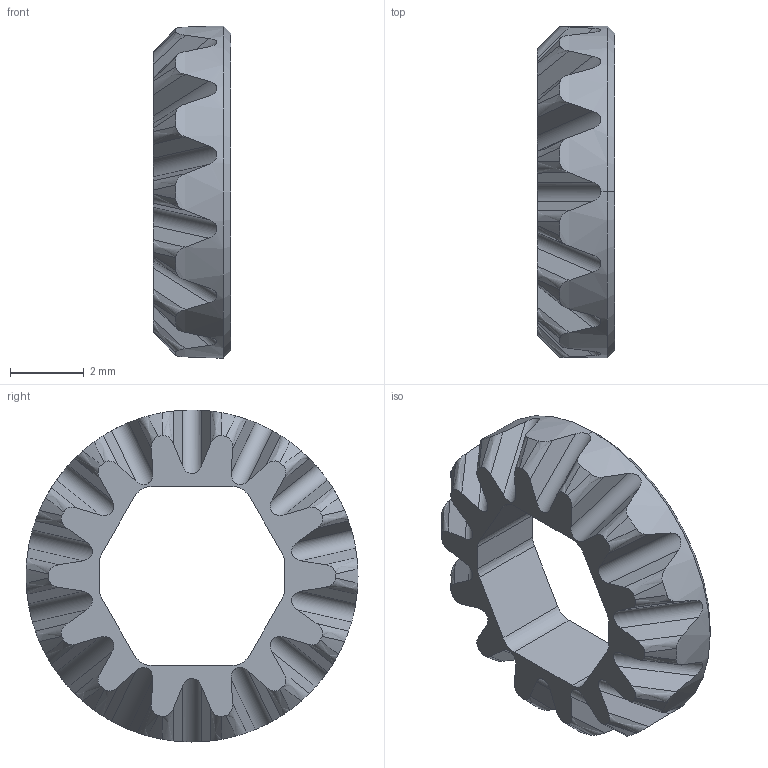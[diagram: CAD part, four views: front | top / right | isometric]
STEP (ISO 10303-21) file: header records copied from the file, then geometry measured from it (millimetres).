
FILE_DESCRIPTION (( 'STEP AP214' ), '1' );
FILE_NAME ('WS24-016-003.STEP', '2024-12-13T08:00:22', ( '' ), ( '' ), 'SwSTEP 2.0', 'SolidWorks 2022', '' );
FILE_SCHEMA (( 'AUTOMOTIVE_DESIGN' ));
Length unit declared in the file: millimetre
Products named in the file (1): WS24-016-003
Bounding box: 2.1 x 9 x 9 mm (x, y, z)
Volume: 73.1 mm3; surface area: 176.4 mm2
Topology: 1 solids, 1 shells, 106 faces, 310 edges, 206 vertices
Faces by surface type: plane 38, bspline 28, cylinder 24, cone 16
Entity records: 4208 total; most frequent: CARTESIAN_POINT 1801, ORIENTED_EDGE 620, DIRECTION 346, EDGE_CURVE 310, VERTEX_POINT 206, B_SPLINE_CURVE_WITH_KNOTS 128, AXIS2_PLACEMENT_3D 127, EDGE_LOOP 108
